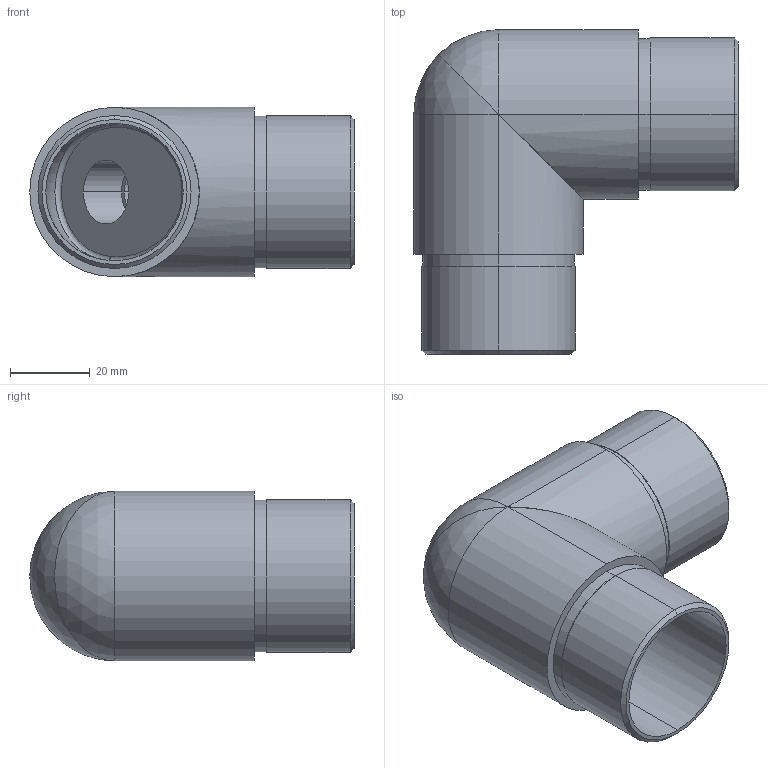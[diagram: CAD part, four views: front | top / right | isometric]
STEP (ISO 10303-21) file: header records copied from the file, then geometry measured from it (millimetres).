
FILE_DESCRIPTION (( 'STEP AP203' ), '1' );
FILE_NAME ('A_0313-242.STEP', '2021-11-11T09:56:20', ( '' ), ( '' ), 'SwSTEP 2.0', 'SolidWorks 2019', '' );
FILE_SCHEMA (( 'CONFIG_CONTROL_DESIGN' ));
Length unit declared in the file: millimetre
Products named in the file (4): A_0313-242; DIN 914_SKRUTKA M 6X 8; A_0313-242.P1; A_0313-242.P2
Assembly tree (3 placements, depth 2):
  A_0313-242
    A_0313-242.P1
    A_0313-242.P2
    DIN 914_SKRUTKA M 6X 8
Bounding box: 81.2 x 81.2 x 42.4 mm (x, y, z)
Volume: 55854.8 mm3; surface area: 34994 mm2
Topology: 3 solids, 3 shells, 91 faces, 202 edges, 122 vertices
Faces by surface type: cylinder 31, plane 24, cone 16, bspline 12, sphere 4, torus 4
Entity records: 3788 total; most frequent: CARTESIAN_POINT 1437, DIRECTION 425, ORIENTED_EDGE 396, EDGE_CURVE 198, AXIS2_PLACEMENT_3D 179, VERTEX_POINT 120, EDGE_LOOP 104, CIRCLE 94
